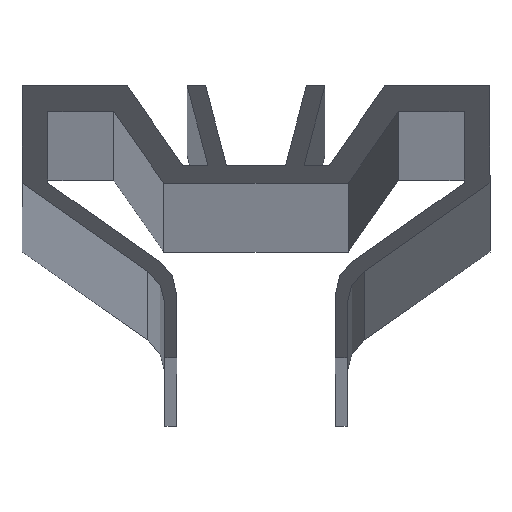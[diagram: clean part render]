
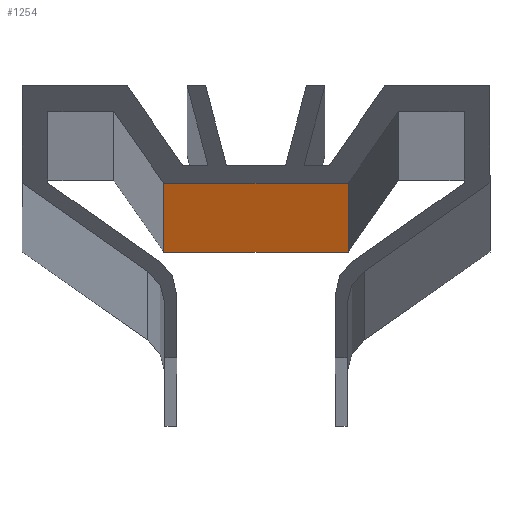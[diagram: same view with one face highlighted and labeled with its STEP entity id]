
A CAD part, top view. The second image highlights one B-rep face of the part: STEP entity #1254.
In plain terms, the highlighted planar face has unit normal (0, -1, 0).
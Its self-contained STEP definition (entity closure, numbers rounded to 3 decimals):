
#11 = VERTEX_POINT ( 'NONE', #219 ) ;
#68 = LINE ( 'NONE', #633, #1076 ) ;
#69 = VERTEX_POINT ( 'NONE', #1270 ) ;
#101 = VERTEX_POINT ( 'NONE', #108 ) ;
#108 = CARTESIAN_POINT ( 'NONE',  ( 1.028, 8.102, 1995.1 ) ) ;
#126 = DIRECTION ( 'NONE',  ( 0., -1., 0. ) ) ;
#141 = CARTESIAN_POINT ( 'NONE',  ( 5.681, 8.102, 1995.1 ) ) ;
#142 = EDGE_CURVE ( 'NONE', #11, #1240, #257, .T. ) ;
#153 = DIRECTION ( 'NONE',  ( 0., 0., -1. ) ) ;
#209 = LINE ( 'NONE', #141, #549 ) ;
#219 = CARTESIAN_POINT ( 'NONE',  ( 1.028, 8.102, 4.9 ) ) ;
#230 = DIRECTION ( 'NONE',  ( 1., 0., 0. ) ) ;
#234 = ORIENTED_EDGE ( 'NONE', *, *, #598, .T. ) ;
#257 = LINE ( 'NONE', #335, #360 ) ;
#335 = CARTESIAN_POINT ( 'NONE',  ( 5.681, 8.102, 4.9 ) ) ;
#337 = AXIS2_PLACEMENT_3D ( 'NONE', #824, #126, #230 ) ;
#360 = VECTOR ( 'NONE', #1014, 1000. ) ;
#371 = FACE_OUTER_BOUND ( 'NONE', #918, .T. ) ;
#425 = ORIENTED_EDGE ( 'NONE', *, *, #678, .T. ) ;
#475 = EDGE_CURVE ( 'NONE', #1240, #69, #68, .T. ) ;
#549 = VECTOR ( 'NONE', #1022, 1000. ) ;
#598 = EDGE_CURVE ( 'NONE', #101, #11, #995, .T. ) ;
#633 = CARTESIAN_POINT ( 'NONE',  ( 10.334, 8.102, 0. ) ) ;
#678 = EDGE_CURVE ( 'NONE', #69, #101, #209, .T. ) ;
#718 = CARTESIAN_POINT ( 'NONE',  ( 10.334, 8.102, 4.9 ) ) ;
#742 = CARTESIAN_POINT ( 'NONE',  ( 1.028, 8.102, 0. ) ) ;
#769 = VECTOR ( 'NONE', #153, 1000. ) ;
#824 = CARTESIAN_POINT ( 'NONE',  ( 5.681, 8.102, 0. ) ) ;
#836 = DIRECTION ( 'NONE',  ( 0., 0., 1. ) ) ;
#918 = EDGE_LOOP ( 'NONE', ( #1020, #963, #425, #234 ) ) ;
#963 = ORIENTED_EDGE ( 'NONE', *, *, #475, .T. ) ;
#995 = LINE ( 'NONE', #742, #769 ) ;
#1014 = DIRECTION ( 'NONE',  ( 1., 0., 0. ) ) ;
#1020 = ORIENTED_EDGE ( 'NONE', *, *, #142, .T. ) ;
#1022 = DIRECTION ( 'NONE',  ( -1., 0., 0. ) ) ;
#1076 = VECTOR ( 'NONE', #836, 1000. ) ;
#1094 = PLANE ( 'NONE',  #337 ) ;
#1240 = VERTEX_POINT ( 'NONE', #718 ) ;
#1254 = ADVANCED_FACE ( 'NONE', ( #371 ), #1094, .T. ) ;
#1270 = CARTESIAN_POINT ( 'NONE',  ( 10.334, 8.102, 1995.1 ) ) ;
